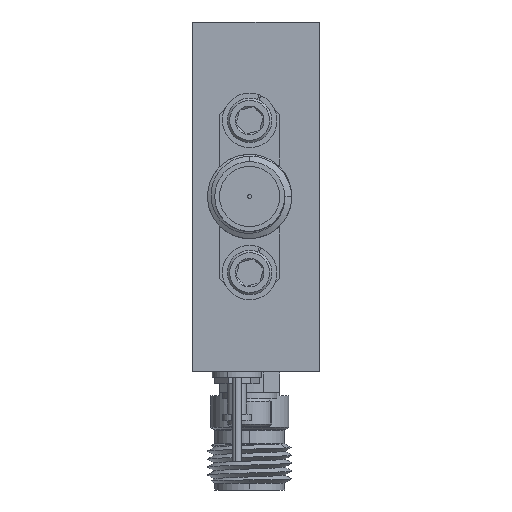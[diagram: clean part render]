
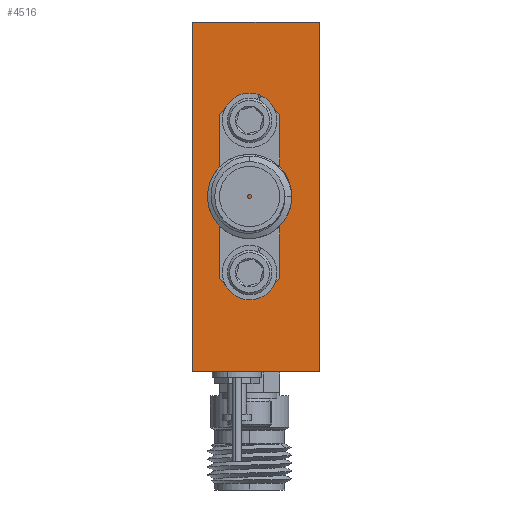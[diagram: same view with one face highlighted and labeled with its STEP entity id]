
A CAD part, left-side view. The second image highlights one B-rep face of the part: STEP entity #4516.
In plain terms, the highlighted planar face has unit normal (-1, 0, 0).
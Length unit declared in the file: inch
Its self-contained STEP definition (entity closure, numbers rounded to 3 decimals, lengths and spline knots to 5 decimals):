
#196 = CARTESIAN_POINT ( 'NONE',  ( -3.62896, -0.7352, 2.19517 ) ) ;
#428 = EDGE_CURVE ( 'NONE', #21270, #22346, #18583, .T. ) ;
#1758 = CARTESIAN_POINT ( 'NONE',  ( -3.62896, -0.7352, 1.09517 ) ) ;
#1766 = CARTESIAN_POINT ( 'NONE',  ( -3.62896, -0.7352, 2.19517 ) ) ;
#2948 = ORIENTED_EDGE ( 'NONE', *, *, #20513, .F. ) ;
#3105 = DIRECTION ( 'NONE',  ( 0., -1., 0. ) ) ;
#4350 = CARTESIAN_POINT ( 'NONE',  ( -3.62896, -0.3352, 1.09517 ) ) ;
#4516 = ADVANCED_FACE ( 'NONE', ( #6907 ), #12996, .F. ) ;
#5454 = DIRECTION ( 'NONE',  ( 0., 0., -1. ) ) ;
#6376 = VECTOR ( 'NONE', #14199, 39.37008 ) ;
#6907 = FACE_OUTER_BOUND ( 'NONE', #22495, .T. ) ;
#7432 = DIRECTION ( 'NONE',  ( 1., 0., 0. ) ) ;
#9108 = ORIENTED_EDGE ( 'NONE', *, *, #428, .T. ) ;
#9176 = CARTESIAN_POINT ( 'NONE',  ( -3.62896, -0.3352, 2.19517 ) ) ;
#10335 = LINE ( 'NONE', #22355, #18052 ) ;
#11915 = LINE ( 'NONE', #196, #6376 ) ;
#12378 = EDGE_CURVE ( 'NONE', #13127, #14148, #25625, .T. ) ;
#12996 = PLANE ( 'NONE',  #22422 ) ;
#13127 = VERTEX_POINT ( 'NONE', #17860 ) ;
#13579 = VECTOR ( 'NONE', #14851, 39.37008 ) ;
#13874 = VECTOR ( 'NONE', #3105, 39.37008 ) ;
#14148 = VERTEX_POINT ( 'NONE', #1766 ) ;
#14199 = DIRECTION ( 'NONE',  ( 0., 0., 1. ) ) ;
#14851 = DIRECTION ( 'NONE',  ( 0., -1., 0. ) ) ;
#14961 = ORIENTED_EDGE ( 'NONE', *, *, #22891, .T. ) ;
#16321 = DIRECTION ( 'NONE',  ( 0., 0., 1. ) ) ;
#17860 = CARTESIAN_POINT ( 'NONE',  ( -3.62896, -0.3352, 2.19517 ) ) ;
#18052 = VECTOR ( 'NONE', #16321, 39.37008 ) ;
#18583 = LINE ( 'NONE', #4350, #13579 ) ;
#19326 = CARTESIAN_POINT ( 'NONE',  ( -3.62896, -0.3352, 2.19517 ) ) ;
#20513 = EDGE_CURVE ( 'NONE', #21270, #13127, #10335, .T. ) ;
#21270 = VERTEX_POINT ( 'NONE', #24756 ) ;
#22346 = VERTEX_POINT ( 'NONE', #1758 ) ;
#22355 = CARTESIAN_POINT ( 'NONE',  ( -3.62896, -0.3352, 2.19517 ) ) ;
#22422 = AXIS2_PLACEMENT_3D ( 'NONE', #9176, #7432, #5454 ) ;
#22495 = EDGE_LOOP ( 'NONE', ( #14961, #26371, #2948, #9108 ) ) ;
#22891 = EDGE_CURVE ( 'NONE', #22346, #14148, #11915, .T. ) ;
#24756 = CARTESIAN_POINT ( 'NONE',  ( -3.62896, -0.3352, 1.09517 ) ) ;
#25625 = LINE ( 'NONE', #19326, #13874 ) ;
#26371 = ORIENTED_EDGE ( 'NONE', *, *, #12378, .F. ) ;
